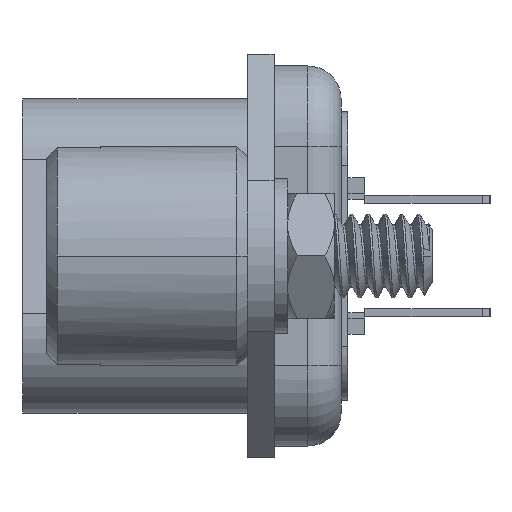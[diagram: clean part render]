
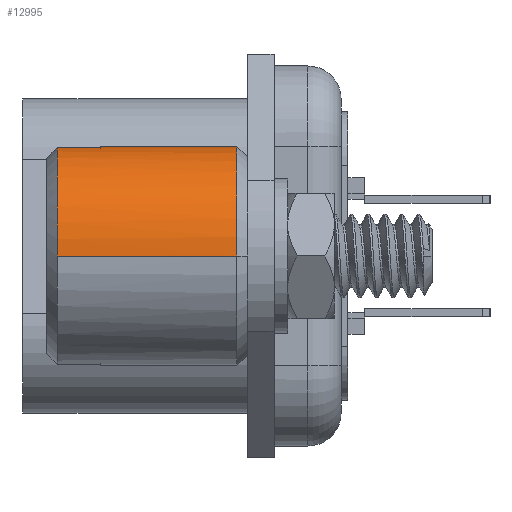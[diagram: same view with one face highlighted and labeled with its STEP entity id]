
A CAD part, left-side view. The second image highlights one B-rep face of the part: STEP entity #12995.
In plain terms, the highlighted cylindrical face has radius 4.15 mm (diameter 8.3 mm), a partial arc.
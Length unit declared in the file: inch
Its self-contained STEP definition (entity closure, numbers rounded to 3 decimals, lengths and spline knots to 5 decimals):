
#797 = CARTESIAN_POINT ( 'NONE',  ( 0.16167, 0.06961, -0.02362 ) ) ;
#1081 = VERTEX_POINT ( 'NONE', #797 ) ;
#1166 = EDGE_CURVE ( 'NONE', #21722, #1081, #1985, .T. ) ;
#1289 = DIRECTION ( 'NONE',  ( 0., 0., -1. ) ) ;
#1985 = CIRCLE ( 'NONE', #29480, 0.16339 ) ;
#2256 = EDGE_CURVE ( 'NONE', #33234, #12886, #32097, .T. ) ;
#3385 = ORIENTED_EDGE ( 'NONE', *, *, #33298, .T. ) ;
#3828 = AXIS2_PLACEMENT_3D ( 'NONE', #33760, #45047, #37911 ) ;
#5439 = CARTESIAN_POINT ( 'NONE',  ( 0., 0., 0. ) ) ;
#6058 = VERTEX_POINT ( 'NONE', #41838 ) ;
#6821 = ORIENTED_EDGE ( 'NONE', *, *, #23708, .F. ) ;
#8383 = DIRECTION ( 'NONE',  ( 0., -1., 0. ) ) ;
#8614 = VERTEX_POINT ( 'NONE', #46209 ) ;
#8892 = VECTOR ( 'NONE', #12696, 39.37008 ) ;
#8965 = LINE ( 'NONE', #23986, #26209 ) ;
#9569 = CARTESIAN_POINT ( 'NONE',  ( 0., -0.13386, -0.16339 ) ) ;
#9864 = CARTESIAN_POINT ( 'NONE',  ( 0., -0.13386, 0.16339 ) ) ;
#10108 = AXIS2_PLACEMENT_3D ( 'NONE', #36190, #24857, #25104 ) ;
#12696 = DIRECTION ( 'NONE',  ( 0., -1., 0. ) ) ;
#12886 = VERTEX_POINT ( 'NONE', #9569 ) ;
#12995 = ADVANCED_FACE ( 'NONE', ( #30803 ), #42139, .T. ) ;
#13623 = VECTOR ( 'NONE', #29243, 39.37008 ) ;
#14567 = ORIENTED_EDGE ( 'NONE', *, *, #24791, .F. ) ;
#15055 = AXIS2_PLACEMENT_3D ( 'NONE', #38951, #16707, #42398 ) ;
#16707 = DIRECTION ( 'NONE',  ( 0., -1., 0. ) ) ;
#17108 = ORIENTED_EDGE ( 'NONE', *, *, #23161, .T. ) ;
#17641 = CARTESIAN_POINT ( 'NONE',  ( 0.16167, 0., 0.02362 ) ) ;
#18125 = AXIS2_PLACEMENT_3D ( 'NONE', #5439, #8383, #1289 ) ;
#20266 = ORIENTED_EDGE ( 'NONE', *, *, #32896, .T. ) ;
#21426 = EDGE_CURVE ( 'NONE', #31325, #21722, #36400, .T. ) ;
#21722 = VERTEX_POINT ( 'NONE', #37798 ) ;
#21771 = ORIENTED_EDGE ( 'NONE', *, *, #21426, .F. ) ;
#22633 = CARTESIAN_POINT ( 'NONE',  ( 0., 0.13386, -0.16339 ) ) ;
#22996 = ORIENTED_EDGE ( 'NONE', *, *, #1166, .F. ) ;
#23161 = EDGE_CURVE ( 'NONE', #24052, #6058, #30833, .T. ) ;
#23408 = LINE ( 'NONE', #31061, #33673 ) ;
#23660 = DIRECTION ( 'NONE',  ( 0., -1., 0. ) ) ;
#23708 = EDGE_CURVE ( 'NONE', #24052, #12886, #31437, .T. ) ;
#23790 = CARTESIAN_POINT ( 'NONE',  ( 0., 0., -0.16339 ) ) ;
#23986 = CARTESIAN_POINT ( 'NONE',  ( 0.16167, 0., -0.02362 ) ) ;
#24052 = VERTEX_POINT ( 'NONE', #22633 ) ;
#24791 = EDGE_CURVE ( 'NONE', #1081, #6058, #8965, .T. ) ;
#24857 = DIRECTION ( 'NONE',  ( 0., -1., 0. ) ) ;
#25104 = DIRECTION ( 'NONE',  ( 0., 0., 1. ) ) ;
#26209 = VECTOR ( 'NONE', #39024, 39.37008 ) ;
#29171 = EDGE_LOOP ( 'NONE', ( #3385, #20266, #34635, #6821, #17108, #14567, #22996, #21771 ) ) ;
#29243 = DIRECTION ( 'NONE',  ( 0., -1., 0. ) ) ;
#29480 = AXIS2_PLACEMENT_3D ( 'NONE', #37704, #45097, #34746 ) ;
#30803 = FACE_OUTER_BOUND ( 'NONE', #29171, .T. ) ;
#30833 = CIRCLE ( 'NONE', #15055, 0.16339 ) ;
#31061 = CARTESIAN_POINT ( 'NONE',  ( 0., 0., 0.16339 ) ) ;
#31325 = VERTEX_POINT ( 'NONE', #42192 ) ;
#31437 = LINE ( 'NONE', #23790, #8892 ) ;
#32097 = CIRCLE ( 'NONE', #3828, 0.16339 ) ;
#32896 = EDGE_CURVE ( 'NONE', #8614, #33234, #23408, .T. ) ;
#33234 = VERTEX_POINT ( 'NONE', #9864 ) ;
#33298 = EDGE_CURVE ( 'NONE', #31325, #8614, #44683, .T. ) ;
#33673 = VECTOR ( 'NONE', #23660, 39.37008 ) ;
#33760 = CARTESIAN_POINT ( 'NONE',  ( 0., -0.13386, 0. ) ) ;
#34635 = ORIENTED_EDGE ( 'NONE', *, *, #2256, .T. ) ;
#34746 = DIRECTION ( 'NONE',  ( 0., 0., -1. ) ) ;
#36190 = CARTESIAN_POINT ( 'NONE',  ( 0., 0.13386, 0. ) ) ;
#36400 = LINE ( 'NONE', #17641, #13623 ) ;
#37704 = CARTESIAN_POINT ( 'NONE',  ( 0., 0.06961, 0. ) ) ;
#37798 = CARTESIAN_POINT ( 'NONE',  ( 0.16167, 0.06961, 0.02362 ) ) ;
#37911 = DIRECTION ( 'NONE',  ( 0., 0., -1. ) ) ;
#38951 = CARTESIAN_POINT ( 'NONE',  ( 0., 0.13386, 0. ) ) ;
#39024 = DIRECTION ( 'NONE',  ( 0., 1., 0. ) ) ;
#41838 = CARTESIAN_POINT ( 'NONE',  ( 0.16167, 0.13386, -0.02362 ) ) ;
#42139 = CYLINDRICAL_SURFACE ( 'NONE', #18125, 0.16339 ) ;
#42192 = CARTESIAN_POINT ( 'NONE',  ( 0.16167, 0.13386, 0.02362 ) ) ;
#42398 = DIRECTION ( 'NONE',  ( 0., 0., 1. ) ) ;
#44683 = CIRCLE ( 'NONE', #10108, 0.16339 ) ;
#45047 = DIRECTION ( 'NONE',  ( 0., 1., 0. ) ) ;
#45097 = DIRECTION ( 'NONE',  ( 0., 1., 0. ) ) ;
#46209 = CARTESIAN_POINT ( 'NONE',  ( 0., 0.13386, 0.16339 ) ) ;
